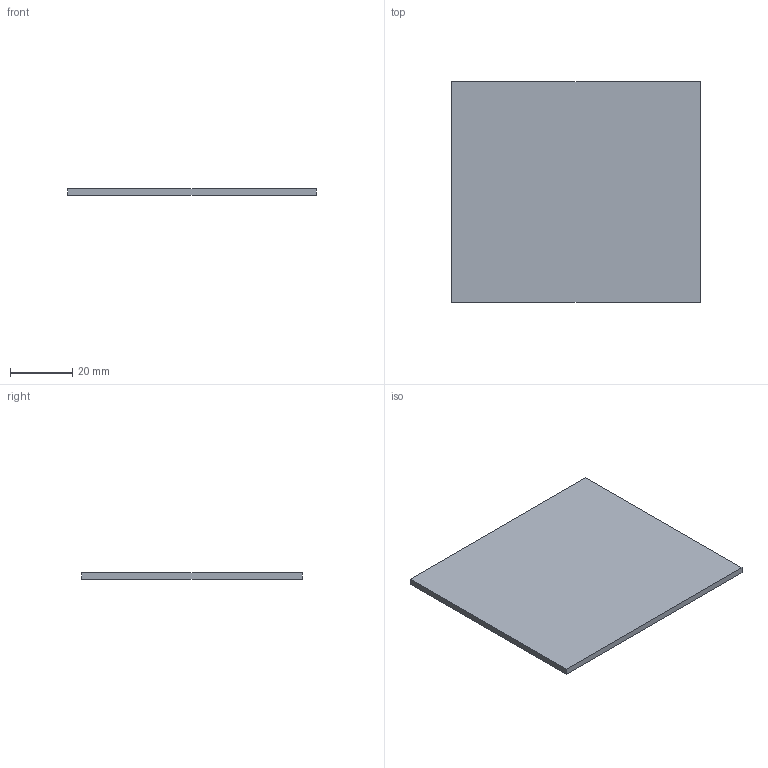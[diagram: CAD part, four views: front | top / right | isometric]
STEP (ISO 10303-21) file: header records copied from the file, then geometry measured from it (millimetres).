
FILE_DESCRIPTION(/* description */ (''),/* implementation_level */ '2;1');
FILE_NAME(/* name */ 'tunnel_sign.stp',/* time_stamp */ '2017-11-16T15:48:47-07:00',/* author */ ('Platform'),/* organization */ (''),/* preprocessor_version */ 'ST-DEVELOPER v16.13',/* originating_system */ 'Autodesk Inventor 2018',/* authorisation */ '');
FILE_SCHEMA (('AUTOMOTIVE_DESIGN { 1 0 10303 214 3 1 1 }'));
Length unit declared in the file: millimetre
Products named in the file (1): tunnel
Bounding box: 80 x 71 x 2 mm (x, y, z)
Volume: 11360 mm3; surface area: 11964 mm2
Topology: 1 solids, 1 shells, 6 faces, 13 edges, 10 vertices
Faces by surface type: plane 6
Entity records: 209 total; most frequent: CARTESIAN_POINT 29, DIRECTION 26, ORIENTED_EDGE 24, LINE 12, VECTOR 12, EDGE_CURVE 12, VERTEX_POINT 8, AXIS2_PLACEMENT_3D 7
